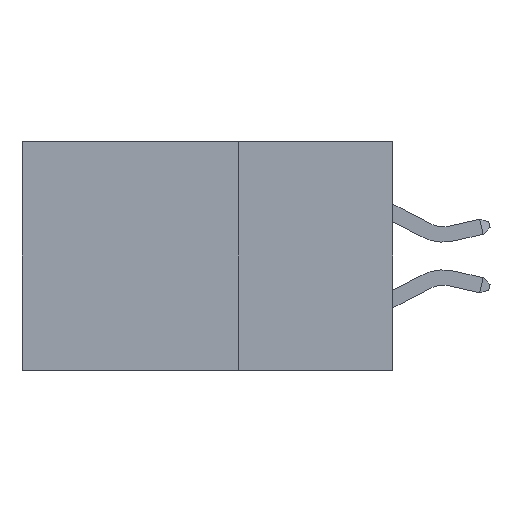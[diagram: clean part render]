
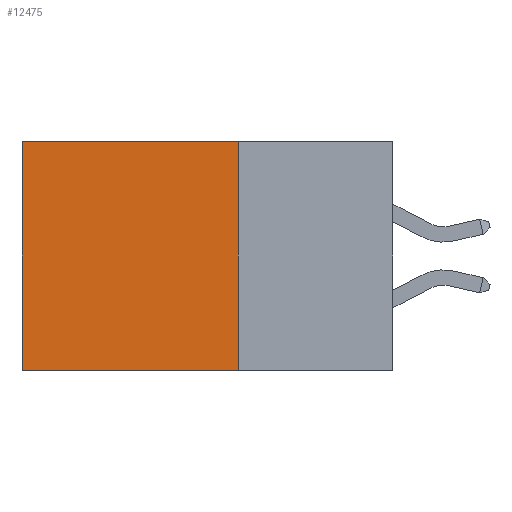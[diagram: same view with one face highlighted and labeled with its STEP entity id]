
A CAD part, left-side view. The second image highlights one B-rep face of the part: STEP entity #12475.
In plain terms, the highlighted planar face has unit normal (-1, 0, 0).
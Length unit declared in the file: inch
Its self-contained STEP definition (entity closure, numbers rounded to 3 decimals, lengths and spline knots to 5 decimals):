
#3316 = LINE ( 'NONE', #35425, #19133 ) ;
#3551 = CARTESIAN_POINT ( 'NONE',  ( 0.2875, 0.25, 0. ) ) ;
#4288 = LINE ( 'NONE', #8099, #28483 ) ;
#5068 = ORIENTED_EDGE ( 'NONE', *, *, #28415, .F. ) ;
#5072 = EDGE_CURVE ( 'NONE', #23556, #9045, #34648, .T. ) ;
#8099 = CARTESIAN_POINT ( 'NONE',  ( 0.2875, 0.25, 0. ) ) ;
#9037 = CARTESIAN_POINT ( 'NONE',  ( 0.2875, 0.25, 0. ) ) ;
#9045 = VERTEX_POINT ( 'NONE', #27911 ) ;
#10747 = DIRECTION ( 'NONE',  ( 0., 1., 0. ) ) ;
#12475 = ADVANCED_FACE ( 'NONE', ( #32753 ), #23412, .F. ) ;
#14644 = VECTOR ( 'NONE', #10747, 39.37008 ) ;
#17982 = ORIENTED_EDGE ( 'NONE', *, *, #27880, .T. ) ;
#19133 = VECTOR ( 'NONE', #21013, 39.37008 ) ;
#19340 = EDGE_LOOP ( 'NONE', ( #17982, #23097, #5068, #25705 ) ) ;
#20303 = DIRECTION ( 'NONE',  ( 0., 1., 0. ) ) ;
#20995 = EDGE_CURVE ( 'NONE', #31898, #28962, #22142, .T. ) ;
#21013 = DIRECTION ( 'NONE',  ( 0., 0., -1. ) ) ;
#21838 = CARTESIAN_POINT ( 'NONE',  ( 0.2875, 0.25, -0.37 ) ) ;
#22142 = LINE ( 'NONE', #3551, #28185 ) ;
#23097 = ORIENTED_EDGE ( 'NONE', *, *, #5072, .F. ) ;
#23412 = PLANE ( 'NONE',  #29427 ) ;
#23556 = VERTEX_POINT ( 'NONE', #21838 ) ;
#25632 = CARTESIAN_POINT ( 'NONE',  ( 0.2875, 0.25, -0.37 ) ) ;
#25705 = ORIENTED_EDGE ( 'NONE', *, *, #20995, .T. ) ;
#27880 = EDGE_CURVE ( 'NONE', #28962, #9045, #3316, .T. ) ;
#27911 = CARTESIAN_POINT ( 'NONE',  ( 0.2875, 0.6, -0.37 ) ) ;
#28185 = VECTOR ( 'NONE', #20303, 39.37008 ) ;
#28415 = EDGE_CURVE ( 'NONE', #31898, #23556, #4288, .T. ) ;
#28483 = VECTOR ( 'NONE', #38357, 39.37008 ) ;
#28962 = VERTEX_POINT ( 'NONE', #37908 ) ;
#29427 = AXIS2_PLACEMENT_3D ( 'NONE', #9037, #29523, #29907 ) ;
#29523 = DIRECTION ( 'NONE',  ( 1., 0., 0. ) ) ;
#29907 = DIRECTION ( 'NONE',  ( 0., 0., -1. ) ) ;
#31898 = VERTEX_POINT ( 'NONE', #37275 ) ;
#32753 = FACE_OUTER_BOUND ( 'NONE', #19340, .T. ) ;
#34648 = LINE ( 'NONE', #25632, #14644 ) ;
#35425 = CARTESIAN_POINT ( 'NONE',  ( 0.2875, 0.6, 0. ) ) ;
#37275 = CARTESIAN_POINT ( 'NONE',  ( 0.2875, 0.25, 0. ) ) ;
#37908 = CARTESIAN_POINT ( 'NONE',  ( 0.2875, 0.6, 0. ) ) ;
#38357 = DIRECTION ( 'NONE',  ( 0., 0., -1. ) ) ;
